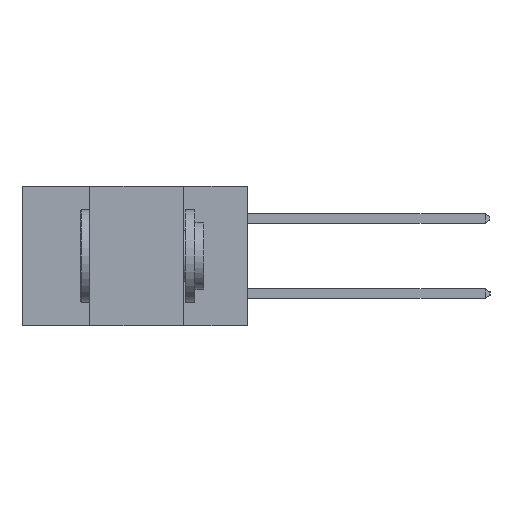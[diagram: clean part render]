
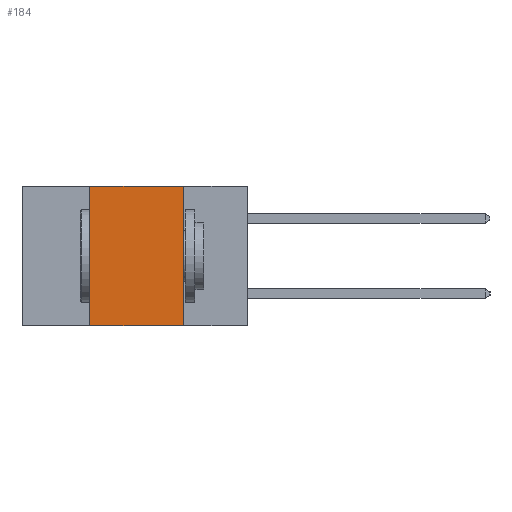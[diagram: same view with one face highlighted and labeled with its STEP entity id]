
A CAD part, left-side view. The second image highlights one B-rep face of the part: STEP entity #184.
In plain terms, the highlighted planar face has unit normal (-1, 0, 0).
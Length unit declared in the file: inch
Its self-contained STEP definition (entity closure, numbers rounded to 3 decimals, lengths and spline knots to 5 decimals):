
#184 = ADVANCED_FACE ( 'NONE', ( #14370 ), #14692, .F. ) ;
#519 = EDGE_CURVE ( 'NONE', #14954, #2344, #10081, .T. ) ;
#614 = VERTEX_POINT ( 'NONE', #15213 ) ;
#1055 = CARTESIAN_POINT ( 'NONE',  ( 0., 0.6, 0. ) ) ;
#2344 = VERTEX_POINT ( 'NONE', #5948 ) ;
#2649 = CARTESIAN_POINT ( 'NONE',  ( 0., 0.42, -0.37 ) ) ;
#3375 = CARTESIAN_POINT ( 'NONE',  ( 0., 0.42, -0.37 ) ) ;
#3753 = CARTESIAN_POINT ( 'NONE',  ( 0., 0.6, -0.37 ) ) ;
#4179 = EDGE_LOOP ( 'NONE', ( #8686, #6568, #9046, #10951 ) ) ;
#4368 = DIRECTION ( 'NONE',  ( 0., -1., 0. ) ) ;
#4662 = DIRECTION ( 'NONE',  ( 1., 0., 0. ) ) ;
#5948 = CARTESIAN_POINT ( 'NONE',  ( 0., 0.42, 0. ) ) ;
#6568 = ORIENTED_EDGE ( 'NONE', *, *, #10300, .F. ) ;
#7926 = LINE ( 'NONE', #3753, #14299 ) ;
#8571 = VERTEX_POINT ( 'NONE', #12270 ) ;
#8686 = ORIENTED_EDGE ( 'NONE', *, *, #13679, .F. ) ;
#9046 = ORIENTED_EDGE ( 'NONE', *, *, #519, .F. ) ;
#9057 = LINE ( 'NONE', #15216, #12172 ) ;
#10081 = LINE ( 'NONE', #3375, #16171 ) ;
#10300 = EDGE_CURVE ( 'NONE', #2344, #614, #11238, .T. ) ;
#10951 = ORIENTED_EDGE ( 'NONE', *, *, #16284, .T. ) ;
#11238 = LINE ( 'NONE', #1055, #14091 ) ;
#11970 = DIRECTION ( 'NONE',  ( 0., 0., -1. ) ) ;
#12172 = VECTOR ( 'NONE', #15270, 39.37008 ) ;
#12270 = CARTESIAN_POINT ( 'NONE',  ( 0., 0.17, -0.37 ) ) ;
#13679 = EDGE_CURVE ( 'NONE', #614, #8571, #9057, .T. ) ;
#14091 = VECTOR ( 'NONE', #14102, 39.37008 ) ;
#14102 = DIRECTION ( 'NONE',  ( 0., -1., 0. ) ) ;
#14299 = VECTOR ( 'NONE', #4368, 39.37008 ) ;
#14370 = FACE_OUTER_BOUND ( 'NONE', #4179, .T. ) ;
#14692 = PLANE ( 'NONE',  #15489 ) ;
#14954 = VERTEX_POINT ( 'NONE', #2649 ) ;
#15213 = CARTESIAN_POINT ( 'NONE',  ( 0., 0.17, 0. ) ) ;
#15216 = CARTESIAN_POINT ( 'NONE',  ( 0., 0.17, -0.37 ) ) ;
#15270 = DIRECTION ( 'NONE',  ( 0., 0., -1. ) ) ;
#15489 = AXIS2_PLACEMENT_3D ( 'NONE', #15992, #4662, #11970 ) ;
#15570 = DIRECTION ( 'NONE',  ( 0., 0., 1. ) ) ;
#15992 = CARTESIAN_POINT ( 'NONE',  ( 0., 0.6, 0. ) ) ;
#16171 = VECTOR ( 'NONE', #15570, 39.37008 ) ;
#16284 = EDGE_CURVE ( 'NONE', #14954, #8571, #7926, .T. ) ;
